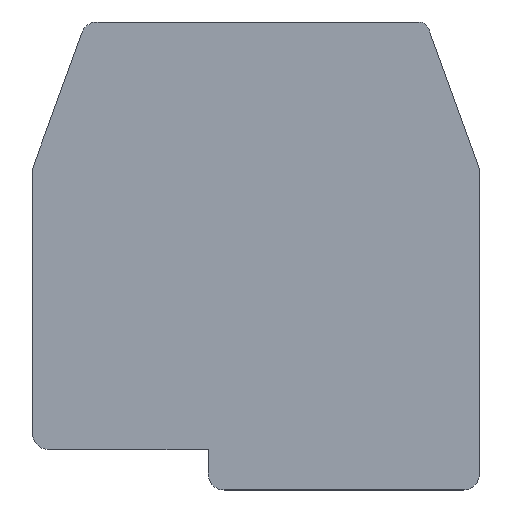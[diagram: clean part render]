
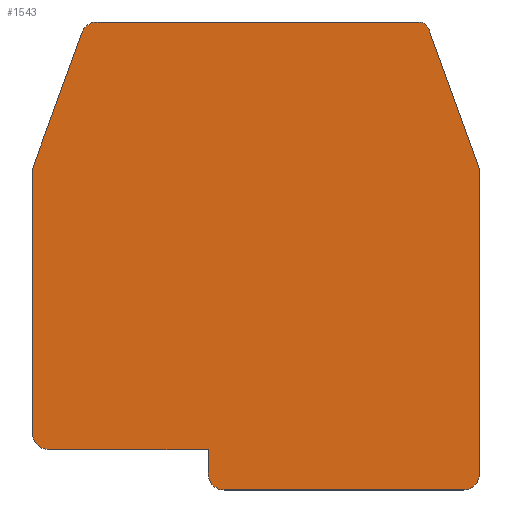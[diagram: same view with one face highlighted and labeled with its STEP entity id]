
A CAD part, top view. The second image highlights one B-rep face of the part: STEP entity #1543.
In plain terms, the highlighted face is planar.
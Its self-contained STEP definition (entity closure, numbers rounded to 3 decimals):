
#401=DIRECTION('',(1.,0.,0.));
#402=VECTOR('',#401,24.963);
#403=CARTESIAN_POINT('',(149.332,74.193,-1.5));
#404=LINE('',#403,#402);
#422=DIRECTION('',(0.,1.,0.));
#423=VECTOR('',#422,30.249);
#424=CARTESIAN_POINT('',(188.032,80.243,-1.5));
#425=LINE('',#424,#423);
#464=DIRECTION('',(0.,-1.,0.));
#465=VECTOR('',#464,22.5);
#466=CARTESIAN_POINT('',(144.032,114.693,-1.5));
#467=LINE('',#466,#465);
#478=CARTESIAN_POINT('',(145.532,92.193,-1.5));
#479=DIRECTION('',(0.,0.,-1.));
#480=DIRECTION('',(0.,-1.,0.));
#481=AXIS2_PLACEMENT_3D('',#478,#479,#480);
#486=CARTESIAN_POINT('',(149.332,75.693,-1.5));
#487=DIRECTION('',(0.,0.,-1.));
#488=DIRECTION('',(0.,-1.,0.));
#489=AXIS2_PLACEMENT_3D('',#486,#487,#488);
#494=DIRECTION('',(-0.94,-0.342,0.));
#495=VECTOR('',#494,13.569);
#496=CARTESIAN_POINT('',(187.045,78.833,-1.5));
#497=LINE('',#496,#495);
#501=CARTESIAN_POINT('',(186.532,80.243,-1.5));
#502=DIRECTION('',(0.,0.,-1.));
#503=DIRECTION('',(1.,0.,0.));
#504=AXIS2_PLACEMENT_3D('',#501,#502,#503);
#509=CARTESIAN_POINT('',(187.032,110.492,-1.5));
#510=DIRECTION('',(0.,0.,-1.));
#511=DIRECTION('',(0.342,0.94,0.));
#512=AXIS2_PLACEMENT_3D('',#509,#510,#511);
#517=DIRECTION('',(0.94,-0.342,0.));
#518=VECTOR('',#517,13.919);
#519=CARTESIAN_POINT('',(174.294,116.193,-1.5));
#520=LINE('',#519,#518);
#524=DIRECTION('',(1.,0.,0.));
#525=VECTOR('',#524,28.763);
#526=CARTESIAN_POINT('',(145.532,116.193,-1.5));
#527=LINE('',#526,#525);
#531=CARTESIAN_POINT('',(145.532,114.693,-1.5));
#532=DIRECTION('',(0.,0.,-1.));
#533=DIRECTION('',(-1.,0.,0.));
#534=AXIS2_PLACEMENT_3D('',#531,#532,#533);
#560=DIRECTION('',(1.,0.,0.));
#561=VECTOR('',#560,2.3);
#562=CARTESIAN_POINT('',(145.532,90.693,-1.5));
#563=LINE('',#562,#561);
#574=DIRECTION('',(0.,-1.,0.));
#575=VECTOR('',#574,15.);
#576=CARTESIAN_POINT('',(147.832,90.693,-1.5));
#577=LINE('',#576,#575);
#1130=CARTESIAN_POINT('',(144.032,114.693,-1.5));
#1131=VERTEX_POINT('',#1130);
#1132=CARTESIAN_POINT('',(145.532,116.193,-1.5));
#1133=VERTEX_POINT('',#1132);
#1134=CARTESIAN_POINT('',(147.832,75.693,-1.5));
#1135=VERTEX_POINT('',#1134);
#1136=CARTESIAN_POINT('',(147.832,90.693,-1.5));
#1137=VERTEX_POINT('',#1136);
#1138=CARTESIAN_POINT('',(145.532,90.693,-1.5));
#1139=VERTEX_POINT('',#1138);
#1140=CARTESIAN_POINT('',(144.032,92.193,-1.5));
#1141=VERTEX_POINT('',#1140);
#1142=CARTESIAN_POINT('',(149.332,74.193,-1.5));
#1143=VERTEX_POINT('',#1142);
#1144=CARTESIAN_POINT('',(174.294,74.193,-1.5));
#1145=VERTEX_POINT('',#1144);
#1146=CARTESIAN_POINT('',(187.045,78.833,-1.5));
#1147=VERTEX_POINT('',#1146);
#1148=CARTESIAN_POINT('',(188.032,80.243,-1.5));
#1149=VERTEX_POINT('',#1148);
#1150=CARTESIAN_POINT('',(188.032,110.492,-1.5));
#1151=VERTEX_POINT('',#1150);
#1152=CARTESIAN_POINT('',(187.374,111.432,-1.5));
#1153=VERTEX_POINT('',#1152);
#1154=CARTESIAN_POINT('',(174.294,116.193,-1.5));
#1155=VERTEX_POINT('',#1154);
#1520=CARTESIAN_POINT('',(0.,0.,-1.5));
#1521=DIRECTION('',(0.,0.,1.));
#1522=DIRECTION('',(1.,0.,0.));
#1523=AXIS2_PLACEMENT_3D('',#1520,#1521,#1522);
#1524=PLANE('',#1523);
#1526=ORIENTED_EDGE('',*,*,#1525,.F.);
#1528=ORIENTED_EDGE('',*,*,#1527,.T.);
#1530=ORIENTED_EDGE('',*,*,#1529,.T.);
#1531=ORIENTED_EDGE('',*,*,#1317,.F.);
#1532=ORIENTED_EDGE('',*,*,#1340,.T.);
#1533=ORIENTED_EDGE('',*,*,#1360,.F.);
#1534=ORIENTED_EDGE('',*,*,#1381,.F.);
#1535=ORIENTED_EDGE('',*,*,#1402,.T.);
#1536=ORIENTED_EDGE('',*,*,#1423,.F.);
#1537=ORIENTED_EDGE('',*,*,#1444,.F.);
#1538=ORIENTED_EDGE('',*,*,#1464,.F.);
#1539=ORIENTED_EDGE('',*,*,#1486,.F.);
#1540=ORIENTED_EDGE('',*,*,#1504,.T.);
#1541=EDGE_LOOP('',(#1526,#1528,#1530,#1531,#1532,#1533,#1534,#1535,#1536,#1537,
#1538,#1539,#1540));
#1542=FACE_OUTER_BOUND('',#1541,.F.);
#482=CIRCLE('',#481,1.5);
#490=CIRCLE('',#489,1.5);
#505=CIRCLE('',#504,1.5);
#513=CIRCLE('',#512,1.);
#535=CIRCLE('',#534,1.5);
#1317=EDGE_CURVE('',#1143,#1135,#490,.T.);
#1340=EDGE_CURVE('',#1143,#1145,#404,.T.);
#1360=EDGE_CURVE('',#1147,#1145,#497,.T.);
#1381=EDGE_CURVE('',#1149,#1147,#505,.T.);
#1402=EDGE_CURVE('',#1149,#1151,#425,.T.);
#1423=EDGE_CURVE('',#1153,#1151,#513,.T.);
#1444=EDGE_CURVE('',#1155,#1153,#520,.T.);
#1464=EDGE_CURVE('',#1133,#1155,#527,.T.);
#1486=EDGE_CURVE('',#1131,#1133,#535,.T.);
#1504=EDGE_CURVE('',#1131,#1141,#467,.T.);
#1525=EDGE_CURVE('',#1139,#1141,#482,.T.);
#1527=EDGE_CURVE('',#1139,#1137,#563,.T.);
#1529=EDGE_CURVE('',#1137,#1135,#577,.T.);
#1543=ADVANCED_FACE('',(#1542),#1524,.F.);
